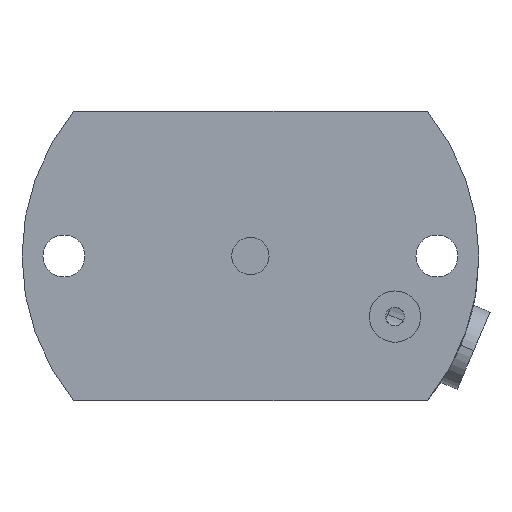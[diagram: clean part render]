
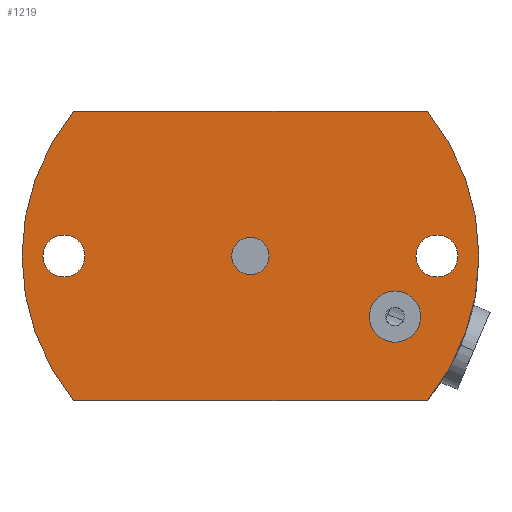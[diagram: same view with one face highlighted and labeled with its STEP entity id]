
A CAD part, front view. The second image highlights one B-rep face of the part: STEP entity #1219.
In plain terms, the highlighted planar face has unit normal (0, -1, 0).
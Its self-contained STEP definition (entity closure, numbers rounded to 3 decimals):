
#329=CARTESIAN_POINT('',(0.,0.,0.));
#330=DIRECTION('',(0.,1.,0.));
#331=DIRECTION('',(-0.774,0.,-0.633));
#332=AXIS2_PLACEMENT_3D('',#329,#330,#331);
#334=DIRECTION('',(1.,0.,0.));
#335=VECTOR('',#334,75.895);
#336=CARTESIAN_POINT('',(-37.947,0.,31.));
#337=LINE('',#336,#335);
#338=CARTESIAN_POINT('',(0.,0.,0.));
#339=DIRECTION('',(0.,1.,0.));
#340=DIRECTION('',(0.774,0.,0.633));
#341=AXIS2_PLACEMENT_3D('',#338,#339,#340);
#343=DIRECTION('',(-1.,0.,0.));
#344=VECTOR('',#343,75.895);
#345=CARTESIAN_POINT('',(37.947,0.,-31.));
#346=LINE('',#345,#344);
#347=CARTESIAN_POINT('',(31.,0.,-13.));
#348=DIRECTION('',(0.,1.,0.));
#349=DIRECTION('',(1.,0.,0.));
#350=AXIS2_PLACEMENT_3D('',#347,#348,#349);
#352=CARTESIAN_POINT('',(31.,0.,-13.));
#353=DIRECTION('',(0.,1.,0.));
#354=DIRECTION('',(-1.,0.,0.));
#355=AXIS2_PLACEMENT_3D('',#352,#353,#354);
#357=CARTESIAN_POINT('',(0.,0.,0.));
#358=DIRECTION('',(0.,-1.,0.));
#359=DIRECTION('',(1.,0.,0.));
#360=AXIS2_PLACEMENT_3D('',#357,#358,#359);
#362=CARTESIAN_POINT('',(0.,0.,0.));
#363=DIRECTION('',(0.,-1.,0.));
#364=DIRECTION('',(-1.,0.,0.));
#365=AXIS2_PLACEMENT_3D('',#362,#363,#364);
#367=CARTESIAN_POINT('',(-40.,0.,0.));
#368=DIRECTION('',(0.,-1.,0.));
#369=DIRECTION('',(-1.,0.,0.));
#370=AXIS2_PLACEMENT_3D('',#367,#368,#369);
#372=CARTESIAN_POINT('',(-40.,0.,0.));
#373=DIRECTION('',(0.,-1.,0.));
#374=DIRECTION('',(1.,0.,0.));
#375=AXIS2_PLACEMENT_3D('',#372,#373,#374);
#377=CARTESIAN_POINT('',(40.,0.,0.));
#378=DIRECTION('',(0.,-1.,0.));
#379=DIRECTION('',(-1.,0.,0.));
#380=AXIS2_PLACEMENT_3D('',#377,#378,#379);
#382=CARTESIAN_POINT('',(40.,0.,0.));
#383=DIRECTION('',(0.,-1.,0.));
#384=DIRECTION('',(1.,0.,0.));
#385=AXIS2_PLACEMENT_3D('',#382,#383,#384);
#646=CARTESIAN_POINT('',(44.5,0.,0.));
#648=VERTEX_POINT('',#646);
#650=CARTESIAN_POINT('',(35.5,0.,0.));
#651=VERTEX_POINT('',#650);
#670=CARTESIAN_POINT('',(-37.947,0.,-31.));
#671=VERTEX_POINT('',#670);
#672=CARTESIAN_POINT('',(37.947,0.,-31.));
#673=VERTEX_POINT('',#672);
#674=CARTESIAN_POINT('',(-37.947,0.,31.));
#675=VERTEX_POINT('',#674);
#676=CARTESIAN_POINT('',(37.947,0.,31.));
#677=VERTEX_POINT('',#676);
#681=CARTESIAN_POINT('',(4.,0.,0.));
#682=CARTESIAN_POINT('',(-4.,0.,0.));
#683=VERTEX_POINT('',#681);
#684=VERTEX_POINT('',#682);
#685=CARTESIAN_POINT('',(-44.5,0.,0.));
#686=CARTESIAN_POINT('',(-35.5,0.,0.));
#687=VERTEX_POINT('',#685);
#688=VERTEX_POINT('',#686);
#761=CARTESIAN_POINT('',(36.5,0.,-13.));
#763=VERTEX_POINT('',#761);
#767=CARTESIAN_POINT('',(25.5,0.,-13.));
#768=VERTEX_POINT('',#767);
#1184=CARTESIAN_POINT('',(0.,0.,0.));
#1185=DIRECTION('',(0.,1.,0.));
#1186=DIRECTION('',(0.,0.,1.));
#1187=AXIS2_PLACEMENT_3D('',#1184,#1185,#1186);
#1188=PLANE('',#1187);
#1189=ORIENTED_EDGE('',*,*,#1151,.T.);
#1190=ORIENTED_EDGE('',*,*,#1171,.T.);
#1191=ORIENTED_EDGE('',*,*,#1063,.T.);
#1192=ORIENTED_EDGE('',*,*,#1130,.T.);
#1193=EDGE_LOOP('',(#1189,#1190,#1191,#1192));
#1194=FACE_OUTER_BOUND('',#1193,.F.);
#1196=ORIENTED_EDGE('',*,*,#1195,.F.);
#1198=ORIENTED_EDGE('',*,*,#1197,.F.);
#1199=EDGE_LOOP('',(#1196,#1198));
#1200=FACE_BOUND('',#1199,.F.);
#1202=ORIENTED_EDGE('',*,*,#1201,.T.);
#1204=ORIENTED_EDGE('',*,*,#1203,.T.);
#1205=EDGE_LOOP('',(#1202,#1204));
#1206=FACE_BOUND('',#1205,.F.);
#1208=ORIENTED_EDGE('',*,*,#1207,.T.);
#1210=ORIENTED_EDGE('',*,*,#1209,.T.);
#1211=EDGE_LOOP('',(#1208,#1210));
#1212=FACE_BOUND('',#1211,.F.);
#1214=ORIENTED_EDGE('',*,*,#1213,.T.);
#1216=ORIENTED_EDGE('',*,*,#1215,.T.);
#1217=EDGE_LOOP('',(#1214,#1216));
#1218=FACE_BOUND('',#1217,.F.);
#1219=ADVANCED_FACE('',(#1194,#1200,#1206,#1212,#1218),#1188,.F.);
#333=CIRCLE('',#332,49.);
#342=CIRCLE('',#341,49.);
#351=CIRCLE('',#350,5.5);
#356=CIRCLE('',#355,5.5);
#361=CIRCLE('',#360,4.);
#366=CIRCLE('',#365,4.);
#371=CIRCLE('',#370,4.5);
#376=CIRCLE('',#375,4.5);
#381=CIRCLE('',#380,4.5);
#386=CIRCLE('',#385,4.5);
#1063=EDGE_CURVE('',#677,#673,#342,.T.);
#1130=EDGE_CURVE('',#673,#671,#346,.T.);
#1151=EDGE_CURVE('',#671,#675,#333,.T.);
#1171=EDGE_CURVE('',#675,#677,#337,.T.);
#1195=EDGE_CURVE('',#763,#768,#351,.T.);
#1197=EDGE_CURVE('',#768,#763,#356,.T.);
#1201=EDGE_CURVE('',#683,#684,#361,.T.);
#1203=EDGE_CURVE('',#684,#683,#366,.T.);
#1207=EDGE_CURVE('',#687,#688,#371,.T.);
#1209=EDGE_CURVE('',#688,#687,#376,.T.);
#1213=EDGE_CURVE('',#651,#648,#381,.T.);
#1215=EDGE_CURVE('',#648,#651,#386,.T.);
